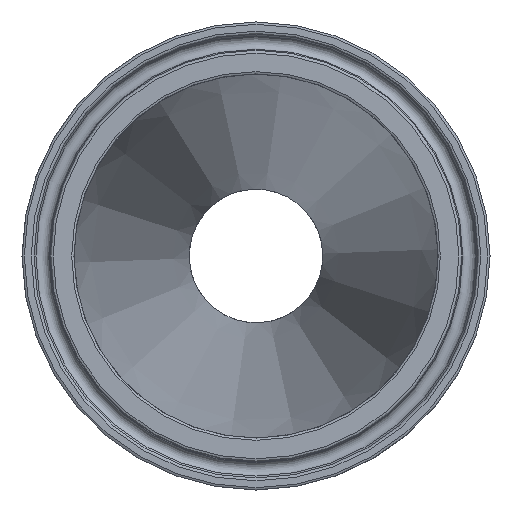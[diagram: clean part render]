
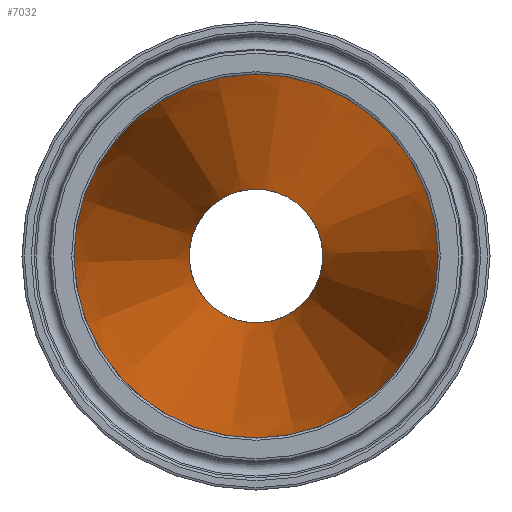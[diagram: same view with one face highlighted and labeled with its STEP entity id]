
A CAD part, left-side view. The second image highlights one B-rep face of the part: STEP entity #7032.
In plain terms, the highlighted conical face has half-angle 7.125 degrees and reference radius 20.574 mm.
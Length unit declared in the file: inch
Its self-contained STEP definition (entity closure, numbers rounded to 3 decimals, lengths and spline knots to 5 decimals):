
#104=FACE_BOUND('',#1267,.T.);
#837=FACE_OUTER_BOUND('',#1266,.T.);
#1266=EDGE_LOOP('',(#6536));
#1267=EDGE_LOOP('',(#6537));
#2755=CIRCLE('',#7415,0.435);
#2759=CIRCLE('',#7423,1.185);
#3453=VERTEX_POINT('',#15404);
#3457=VERTEX_POINT('',#15416);
#4488=EDGE_CURVE('',#3453,#3453,#2755,.T.);
#4492=EDGE_CURVE('',#3457,#3457,#2759,.T.);
#6536=ORIENTED_EDGE('',*,*,#4492,.F.);
#6537=ORIENTED_EDGE('',*,*,#4488,.T.);
#6612=CONICAL_SURFACE('',#7422,0.81,7.125);
#7032=ADVANCED_FACE('',(#837,#104),#6612,.F.);
#7415=AXIS2_PLACEMENT_3D('',#15405,#8657,#8658);
#7422=AXIS2_PLACEMENT_3D('',#15415,#8671,#8672);
#7423=AXIS2_PLACEMENT_3D('',#15417,#8673,#8674);
#8657=DIRECTION('center_axis',(1.,0.,0.));
#8658=DIRECTION('ref_axis',(0.,-0.742,0.67));
#8671=DIRECTION('center_axis',(-1.,0.,0.));
#8672=DIRECTION('ref_axis',(0.,-0.742,0.67));
#8673=DIRECTION('center_axis',(1.,0.,0.));
#8674=DIRECTION('ref_axis',(0.,-0.742,0.67));
#15404=CARTESIAN_POINT('',(6.5,-0.32282,0.29157));
#15405=CARTESIAN_POINT('Origin',(6.5,0.,0.));
#15415=CARTESIAN_POINT('Origin',(3.5,0.,0.));
#15416=CARTESIAN_POINT('',(0.5,-0.8794,0.79428));
#15417=CARTESIAN_POINT('Origin',(0.5,0.,0.));
